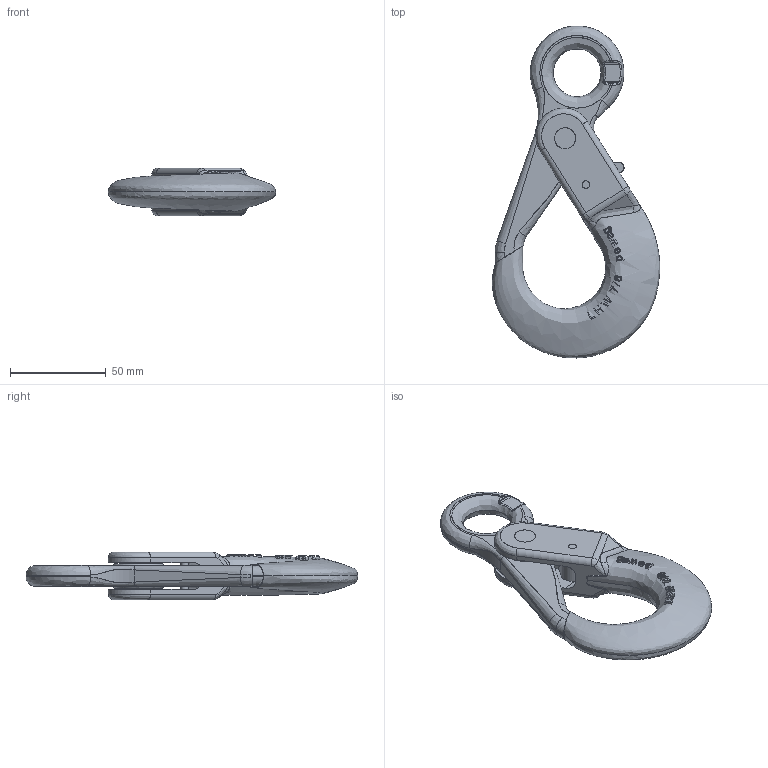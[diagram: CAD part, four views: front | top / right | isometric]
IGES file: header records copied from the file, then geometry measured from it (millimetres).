
Global section: file name: LHW 7_8 Kundenmodell.igs; native system: NX V4.0; preprocessor: UGS NX IGES V4.0; date: 20100113.115820; units: millimetre
Bounding box: 87.64 x 173.72 x 25 mm (x, y, z)
Surface area: 30868.6 mm2 (no closed solid volume)
Topology: 0 solids, 0 shells, 331 faces, 2172 edges, 2158 vertices
Faces by surface type: bspline 320, offset 11
